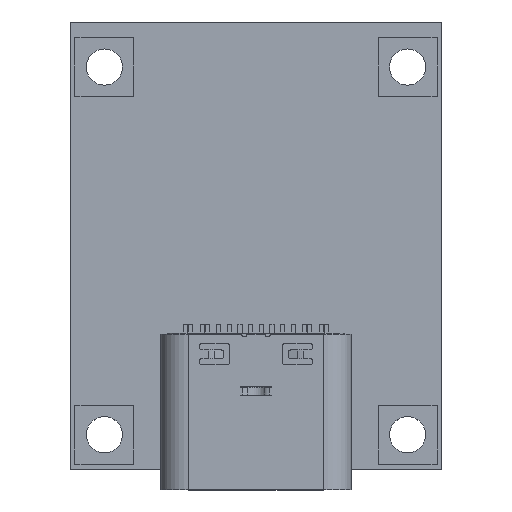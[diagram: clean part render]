
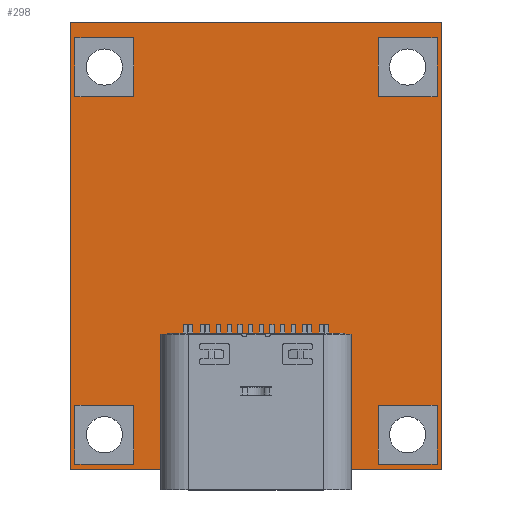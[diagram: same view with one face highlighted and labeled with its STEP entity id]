
A CAD part, top view. The second image highlights one B-rep face of the part: STEP entity #298.
In plain terms, the highlighted planar face has unit normal (0, 0, 1).
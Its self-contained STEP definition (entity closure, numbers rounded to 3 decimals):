
#50 = VERTEX_POINT('',#51);
#51 = CARTESIAN_POINT('',(-8.7,10.5,0.8));
#57 = EDGE_CURVE('',#50,#58,#60,.T.);
#58 = VERTEX_POINT('',#59);
#59 = CARTESIAN_POINT('',(8.7,10.5,0.8));
#60 = LINE('',#61,#62);
#61 = CARTESIAN_POINT('',(-8.7,10.5,0.8));
#62 = VECTOR('',#63,1.);
#63 = DIRECTION('',(1.,0.,0.));
#90 = VERTEX_POINT('',#91);
#91 = CARTESIAN_POINT('',(-8.7,-10.5,0.8));
#97 = EDGE_CURVE('',#90,#50,#98,.T.);
#98 = LINE('',#99,#100);
#99 = CARTESIAN_POINT('',(-8.7,-10.5,0.8));
#100 = VECTOR('',#101,1.);
#101 = DIRECTION('',(0.,1.,0.));
#119 = EDGE_CURVE('',#58,#120,#122,.T.);
#120 = VERTEX_POINT('',#121);
#121 = CARTESIAN_POINT('',(8.7,-10.5,0.8));
#122 = LINE('',#123,#124);
#123 = CARTESIAN_POINT('',(8.7,10.5,0.8));
#124 = VECTOR('',#125,1.);
#125 = DIRECTION('',(0.,-1.,0.));
#298 = ADVANCED_FACE('',(#299,#310,#344,#378,#412),#446,.T.);
#299 = FACE_BOUND('',#300,.T.);
#300 = EDGE_LOOP('',(#301,#302,#303,#309));
#301 = ORIENTED_EDGE('',*,*,#57,.F.);
#302 = ORIENTED_EDGE('',*,*,#97,.F.);
#303 = ORIENTED_EDGE('',*,*,#304,.F.);
#304 = EDGE_CURVE('',#120,#90,#305,.T.);
#305 = LINE('',#306,#307);
#306 = CARTESIAN_POINT('',(8.7,-10.5,0.8));
#307 = VECTOR('',#308,1.);
#308 = DIRECTION('',(-1.,0.,0.));
#309 = ORIENTED_EDGE('',*,*,#119,.F.);
#310 = FACE_BOUND('',#311,.T.);
#311 = EDGE_LOOP('',(#312,#322,#330,#338));
#312 = ORIENTED_EDGE('',*,*,#313,.T.);
#313 = EDGE_CURVE('',#314,#316,#318,.T.);
#314 = VERTEX_POINT('',#315);
#315 = CARTESIAN_POINT('',(-8.505,-10.27,0.8));
#316 = VERTEX_POINT('',#317);
#317 = CARTESIAN_POINT('',(-8.505,-7.5,0.8));
#318 = LINE('',#319,#320);
#319 = CARTESIAN_POINT('',(-8.505,-10.27,0.8));
#320 = VECTOR('',#321,1.);
#321 = DIRECTION('',(0.,1.,0.));
#322 = ORIENTED_EDGE('',*,*,#323,.T.);
#323 = EDGE_CURVE('',#316,#324,#326,.T.);
#324 = VERTEX_POINT('',#325);
#325 = CARTESIAN_POINT('',(-5.735,-7.5,0.8));
#326 = LINE('',#327,#328);
#327 = CARTESIAN_POINT('',(-8.505,-7.5,0.8));
#328 = VECTOR('',#329,1.);
#329 = DIRECTION('',(1.,0.,0.));
#330 = ORIENTED_EDGE('',*,*,#331,.T.);
#331 = EDGE_CURVE('',#324,#332,#334,.T.);
#332 = VERTEX_POINT('',#333);
#333 = CARTESIAN_POINT('',(-5.735,-10.27,0.8));
#334 = LINE('',#335,#336);
#335 = CARTESIAN_POINT('',(-5.735,-7.5,0.8));
#336 = VECTOR('',#337,1.);
#337 = DIRECTION('',(0.,-1.,0.));
#338 = ORIENTED_EDGE('',*,*,#339,.T.);
#339 = EDGE_CURVE('',#332,#314,#340,.T.);
#340 = LINE('',#341,#342);
#341 = CARTESIAN_POINT('',(-5.735,-10.27,0.8));
#342 = VECTOR('',#343,1.);
#343 = DIRECTION('',(-1.,0.,0.));
#344 = FACE_BOUND('',#345,.T.);
#345 = EDGE_LOOP('',(#346,#356,#364,#372));
#346 = ORIENTED_EDGE('',*,*,#347,.T.);
#347 = EDGE_CURVE('',#348,#350,#352,.T.);
#348 = VERTEX_POINT('',#349);
#349 = CARTESIAN_POINT('',(5.735,-10.27,0.8));
#350 = VERTEX_POINT('',#351);
#351 = CARTESIAN_POINT('',(5.735,-7.5,0.8));
#352 = LINE('',#353,#354);
#353 = CARTESIAN_POINT('',(5.735,-10.27,0.8));
#354 = VECTOR('',#355,1.);
#355 = DIRECTION('',(0.,1.,0.));
#356 = ORIENTED_EDGE('',*,*,#357,.T.);
#357 = EDGE_CURVE('',#350,#358,#360,.T.);
#358 = VERTEX_POINT('',#359);
#359 = CARTESIAN_POINT('',(8.505,-7.5,0.8));
#360 = LINE('',#361,#362);
#361 = CARTESIAN_POINT('',(5.735,-7.5,0.8));
#362 = VECTOR('',#363,1.);
#363 = DIRECTION('',(1.,0.,0.));
#364 = ORIENTED_EDGE('',*,*,#365,.T.);
#365 = EDGE_CURVE('',#358,#366,#368,.T.);
#366 = VERTEX_POINT('',#367);
#367 = CARTESIAN_POINT('',(8.505,-10.27,0.8));
#368 = LINE('',#369,#370);
#369 = CARTESIAN_POINT('',(8.505,-7.5,0.8));
#370 = VECTOR('',#371,1.);
#371 = DIRECTION('',(0.,-1.,0.));
#372 = ORIENTED_EDGE('',*,*,#373,.T.);
#373 = EDGE_CURVE('',#366,#348,#374,.T.);
#374 = LINE('',#375,#376);
#375 = CARTESIAN_POINT('',(8.505,-10.27,0.8));
#376 = VECTOR('',#377,1.);
#377 = DIRECTION('',(-1.,0.,0.));
#378 = FACE_BOUND('',#379,.T.);
#379 = EDGE_LOOP('',(#380,#390,#398,#406));
#380 = ORIENTED_EDGE('',*,*,#381,.T.);
#381 = EDGE_CURVE('',#382,#384,#386,.T.);
#382 = VERTEX_POINT('',#383);
#383 = CARTESIAN_POINT('',(-8.505,7.,0.8));
#384 = VERTEX_POINT('',#385);
#385 = CARTESIAN_POINT('',(-8.505,9.77,0.8));
#386 = LINE('',#387,#388);
#387 = CARTESIAN_POINT('',(-8.505,7.,0.8));
#388 = VECTOR('',#389,1.);
#389 = DIRECTION('',(0.,1.,0.));
#390 = ORIENTED_EDGE('',*,*,#391,.T.);
#391 = EDGE_CURVE('',#384,#392,#394,.T.);
#392 = VERTEX_POINT('',#393);
#393 = CARTESIAN_POINT('',(-5.735,9.77,0.8));
#394 = LINE('',#395,#396);
#395 = CARTESIAN_POINT('',(-8.505,9.77,0.8));
#396 = VECTOR('',#397,1.);
#397 = DIRECTION('',(1.,0.,0.));
#398 = ORIENTED_EDGE('',*,*,#399,.T.);
#399 = EDGE_CURVE('',#392,#400,#402,.T.);
#400 = VERTEX_POINT('',#401);
#401 = CARTESIAN_POINT('',(-5.735,7.,0.8));
#402 = LINE('',#403,#404);
#403 = CARTESIAN_POINT('',(-5.735,9.77,0.8));
#404 = VECTOR('',#405,1.);
#405 = DIRECTION('',(0.,-1.,0.));
#406 = ORIENTED_EDGE('',*,*,#407,.T.);
#407 = EDGE_CURVE('',#400,#382,#408,.T.);
#408 = LINE('',#409,#410);
#409 = CARTESIAN_POINT('',(-5.735,7.,0.8));
#410 = VECTOR('',#411,1.);
#411 = DIRECTION('',(-1.,0.,0.));
#412 = FACE_BOUND('',#413,.T.);
#413 = EDGE_LOOP('',(#414,#424,#432,#440));
#414 = ORIENTED_EDGE('',*,*,#415,.T.);
#415 = EDGE_CURVE('',#416,#418,#420,.T.);
#416 = VERTEX_POINT('',#417);
#417 = CARTESIAN_POINT('',(5.735,7.,0.8));
#418 = VERTEX_POINT('',#419);
#419 = CARTESIAN_POINT('',(5.735,9.77,0.8));
#420 = LINE('',#421,#422);
#421 = CARTESIAN_POINT('',(5.735,7.,0.8));
#422 = VECTOR('',#423,1.);
#423 = DIRECTION('',(0.,1.,0.));
#424 = ORIENTED_EDGE('',*,*,#425,.T.);
#425 = EDGE_CURVE('',#418,#426,#428,.T.);
#426 = VERTEX_POINT('',#427);
#427 = CARTESIAN_POINT('',(8.505,9.77,0.8));
#428 = LINE('',#429,#430);
#429 = CARTESIAN_POINT('',(5.735,9.77,0.8));
#430 = VECTOR('',#431,1.);
#431 = DIRECTION('',(1.,0.,0.));
#432 = ORIENTED_EDGE('',*,*,#433,.T.);
#433 = EDGE_CURVE('',#426,#434,#436,.T.);
#434 = VERTEX_POINT('',#435);
#435 = CARTESIAN_POINT('',(8.505,7.,0.8));
#436 = LINE('',#437,#438);
#437 = CARTESIAN_POINT('',(8.505,9.77,0.8));
#438 = VECTOR('',#439,1.);
#439 = DIRECTION('',(0.,-1.,0.));
#440 = ORIENTED_EDGE('',*,*,#441,.T.);
#441 = EDGE_CURVE('',#434,#416,#442,.T.);
#442 = LINE('',#443,#444);
#443 = CARTESIAN_POINT('',(8.505,7.,0.8));
#444 = VECTOR('',#445,1.);
#445 = DIRECTION('',(-1.,0.,0.));
#446 = PLANE('',#447);
#447 = AXIS2_PLACEMENT_3D('',#448,#449,#450);
#448 = CARTESIAN_POINT('',(0.,0.,0.8));
#449 = DIRECTION('',(0.,0.,1.));
#450 = DIRECTION('',(1.,0.,0.));
